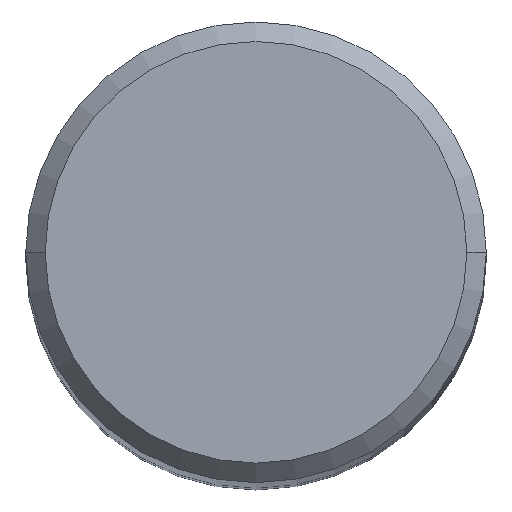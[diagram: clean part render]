
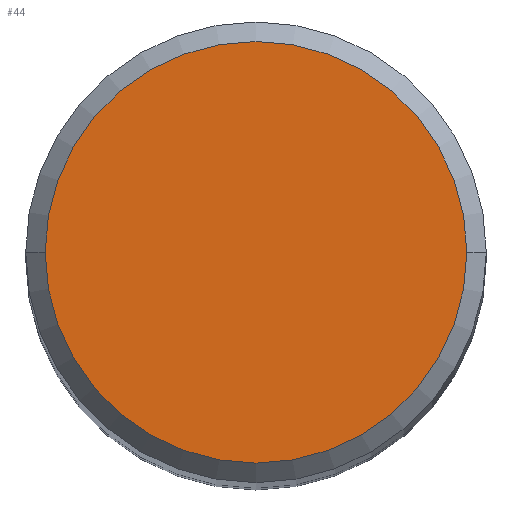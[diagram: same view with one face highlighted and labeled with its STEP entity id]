
A CAD part, top view. The second image highlights one B-rep face of the part: STEP entity #44.
In plain terms, the highlighted planar face has unit normal (0, 0, 1).
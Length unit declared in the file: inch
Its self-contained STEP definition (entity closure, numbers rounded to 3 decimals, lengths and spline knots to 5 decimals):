
#15 = EDGE_CURVE ( 'NONE', #222, #341, #132, .T. ) ;
#35 = AXIS2_PLACEMENT_3D ( 'NONE', #180, #125, #103 ) ;
#44 = ADVANCED_FACE ( 'NONE', ( #151 ), #101, .F. ) ;
#53 = AXIS2_PLACEMENT_3D ( 'NONE', #212, #328, #299 ) ;
#78 = CARTESIAN_POINT ( 'NONE',  ( -0.2162, 0., 0. ) ) ;
#101 = PLANE ( 'NONE',  #35 ) ;
#103 = DIRECTION ( 'NONE',  ( -1., 0., 0. ) ) ;
#113 = ORIENTED_EDGE ( 'NONE', *, *, #128, .T. ) ;
#125 = DIRECTION ( 'NONE',  ( 0., 0., -1. ) ) ;
#128 = EDGE_CURVE ( 'NONE', #341, #222, #282, .T. ) ;
#132 = CIRCLE ( 'NONE', #274, 0.2162 ) ;
#144 = EDGE_LOOP ( 'NONE', ( #113, #290 ) ) ;
#151 = FACE_OUTER_BOUND ( 'NONE', #144, .T. ) ;
#180 = CARTESIAN_POINT ( 'NONE',  ( 0., 0.2162, 0. ) ) ;
#203 = DIRECTION ( 'NONE',  ( 0., 0., 1. ) ) ;
#212 = CARTESIAN_POINT ( 'NONE',  ( 0., 0., 0. ) ) ;
#222 = VERTEX_POINT ( 'NONE', #349 ) ;
#233 = CARTESIAN_POINT ( 'NONE',  ( 0., 0., 0. ) ) ;
#274 = AXIS2_PLACEMENT_3D ( 'NONE', #233, #203, #313 ) ;
#282 = CIRCLE ( 'NONE', #53, 0.2162 ) ;
#290 = ORIENTED_EDGE ( 'NONE', *, *, #15, .T. ) ;
#299 = DIRECTION ( 'NONE',  ( 1., 0., 0. ) ) ;
#313 = DIRECTION ( 'NONE',  ( 1., 0., 0. ) ) ;
#328 = DIRECTION ( 'NONE',  ( 0., 0., 1. ) ) ;
#341 = VERTEX_POINT ( 'NONE', #78 ) ;
#349 = CARTESIAN_POINT ( 'NONE',  ( 0.2162, 0., 0. ) ) ;
